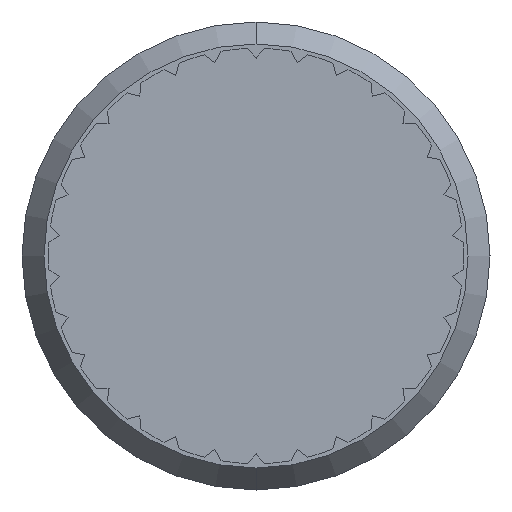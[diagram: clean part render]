
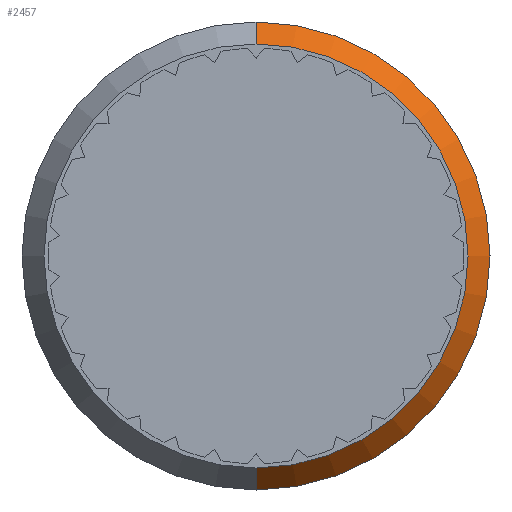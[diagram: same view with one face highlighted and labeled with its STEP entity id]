
A CAD part, front view. The second image highlights one B-rep face of the part: STEP entity #2457.
In plain terms, the highlighted conical face has half-angle 35.538 degrees and reference radius 13.354 mm.
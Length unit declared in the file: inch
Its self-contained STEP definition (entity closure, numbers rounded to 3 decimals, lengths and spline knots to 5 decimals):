
#114 = VERTEX_POINT ( 'NONE', #2343 ) ;
#247 = CARTESIAN_POINT ( 'NONE',  ( 0., 0.64124, -0.52573 ) ) ;
#274 = VERTEX_POINT ( 'NONE', #496 ) ;
#301 = ORIENTED_EDGE ( 'NONE', *, *, #4105, .T. ) ;
#470 = EDGE_CURVE ( 'NONE', #114, #274, #1989, .T. ) ;
#496 = CARTESIAN_POINT ( 'NONE',  ( 0., 0.57218, -0.4764 ) ) ;
#638 = FACE_OUTER_BOUND ( 'NONE', #821, .T. ) ;
#657 = CARTESIAN_POINT ( 'NONE',  ( 0., 0.64124, 0.52573 ) ) ;
#690 = LINE ( 'NONE', #1856, #3602 ) ;
#734 = AXIS2_PLACEMENT_3D ( 'NONE', #4948, #2647, #1899 ) ;
#808 = ORIENTED_EDGE ( 'NONE', *, *, #3267, .F. ) ;
#821 = EDGE_LOOP ( 'NONE', ( #959, #301, #808, #3035 ) ) ;
#875 = VECTOR ( 'NONE', #2132, 39.37008 ) ;
#925 = VERTEX_POINT ( 'NONE', #4511 ) ;
#959 = ORIENTED_EDGE ( 'NONE', *, *, #470, .T. ) ;
#1340 = DIRECTION ( 'NONE',  ( 0., 0., 1. ) ) ;
#1404 = DIRECTION ( 'NONE',  ( 0., 0., 1. ) ) ;
#1604 = AXIS2_PLACEMENT_3D ( 'NONE', #2536, #4540, #1340 ) ;
#1721 = CONICAL_SURFACE ( 'NONE', #734, 0.52573, 0.62 ) ;
#1856 = CARTESIAN_POINT ( 'NONE',  ( 0., 0.64124, 0.52573 ) ) ;
#1899 = DIRECTION ( 'NONE',  ( 0., 0., 1. ) ) ;
#1989 = CIRCLE ( 'NONE', #3294, 0.4764 ) ;
#2112 = EDGE_CURVE ( 'NONE', #114, #4115, #690, .T. ) ;
#2132 = DIRECTION ( 'NONE',  ( 0., 0.814, -0.581 ) ) ;
#2343 = CARTESIAN_POINT ( 'NONE',  ( 0., 0.57218, 0.4764 ) ) ;
#2457 = ADVANCED_FACE ( 'NONE', ( #638 ), #1721, .T. ) ;
#2536 = CARTESIAN_POINT ( 'NONE',  ( 0., 0.64124, 0. ) ) ;
#2588 = DIRECTION ( 'NONE',  ( 0., 1., 0. ) ) ;
#2603 = DIRECTION ( 'NONE',  ( 0., 0.814, 0.581 ) ) ;
#2647 = DIRECTION ( 'NONE',  ( 0., 1., 0. ) ) ;
#2915 = CARTESIAN_POINT ( 'NONE',  ( 0., 0.57218, 0. ) ) ;
#3035 = ORIENTED_EDGE ( 'NONE', *, *, #2112, .F. ) ;
#3267 = EDGE_CURVE ( 'NONE', #4115, #925, #4863, .T. ) ;
#3294 = AXIS2_PLACEMENT_3D ( 'NONE', #2915, #2588, #1404 ) ;
#3602 = VECTOR ( 'NONE', #2603, 39.37008 ) ;
#3763 = LINE ( 'NONE', #247, #875 ) ;
#4105 = EDGE_CURVE ( 'NONE', #274, #925, #3763, .T. ) ;
#4115 = VERTEX_POINT ( 'NONE', #657 ) ;
#4511 = CARTESIAN_POINT ( 'NONE',  ( 0., 0.64124, -0.52573 ) ) ;
#4540 = DIRECTION ( 'NONE',  ( 0., 1., 0. ) ) ;
#4863 = CIRCLE ( 'NONE', #1604, 0.52573 ) ;
#4948 = CARTESIAN_POINT ( 'NONE',  ( 0., 0.64124, 0. ) ) ;
